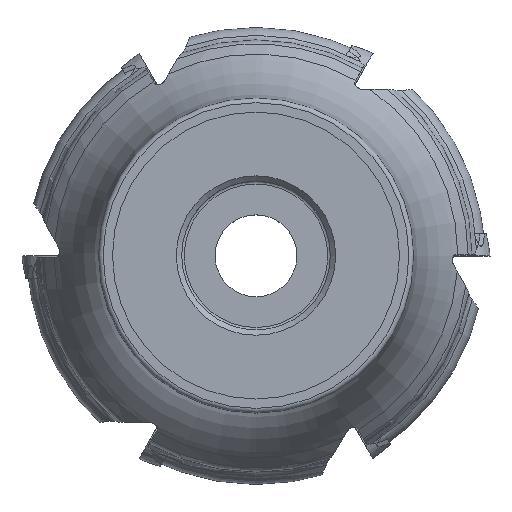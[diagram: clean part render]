
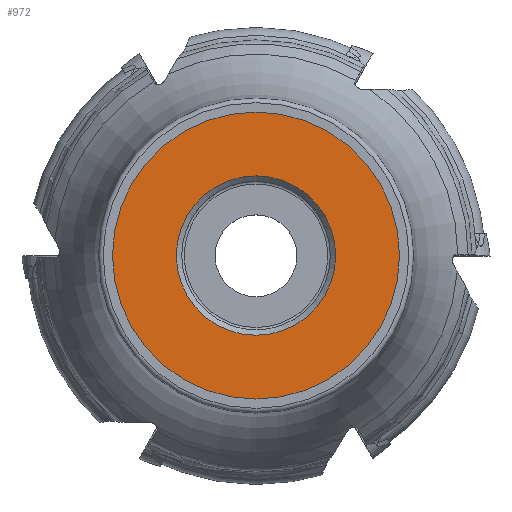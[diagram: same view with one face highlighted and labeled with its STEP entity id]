
A CAD part, top view. The second image highlights one B-rep face of the part: STEP entity #972.
In plain terms, the highlighted conical face has half-angle 89.981 degrees and reference radius 30.65 mm.
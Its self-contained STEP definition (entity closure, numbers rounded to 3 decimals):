
#445=CONICAL_SURFACE('',#7116,30.65,89.981);
#972=ADVANCED_FACE('',(#1498,#1499),#445,.F.);
#1498=FACE_BOUND('',#1716,.T.);
#1499=FACE_BOUND('',#1717,.T.);
#1716=EDGE_LOOP('',(#3274));
#1717=EDGE_LOOP('',(#3275));
#2747=CIRCLE('',#7113,30.65);
#2748=CIRCLE('',#7115,17.027);
#3274=ORIENTED_EDGE('',*,*,#5744,.F.);
#3275=ORIENTED_EDGE('',*,*,#5743,.T.);
#5029=VERTEX_POINT('',#10917);
#5030=VERTEX_POINT('',#10920);
#5743=EDGE_CURVE('',#5029,#5029,#2747,.T.);
#5744=EDGE_CURVE('',#5030,#5030,#2748,.T.);
#7113=AXIS2_PLACEMENT_3D('',#10916,#8089,#8090);
#7115=AXIS2_PLACEMENT_3D('',#10919,#8093,#8094);
#7116=AXIS2_PLACEMENT_3D('',#10921,#8095,#8096);
#8089=DIRECTION('',(0.,0.,1.));
#8090=DIRECTION('',(1.,0.,0.));
#8093=DIRECTION('',(0.,0.,1.));
#8094=DIRECTION('',(1.,0.,0.));
#8095=DIRECTION('',(0.,0.,1.));
#8096=DIRECTION('',(1.,0.,0.));
#10916=CARTESIAN_POINT('',(0.,0.,0.01));
#10917=CARTESIAN_POINT('',(30.65,0.,0.01));
#10919=CARTESIAN_POINT('',(0.,0.,0.006));
#10920=CARTESIAN_POINT('',(17.027,0.,0.006));
#10921=CARTESIAN_POINT('',(0.,0.,0.01));
